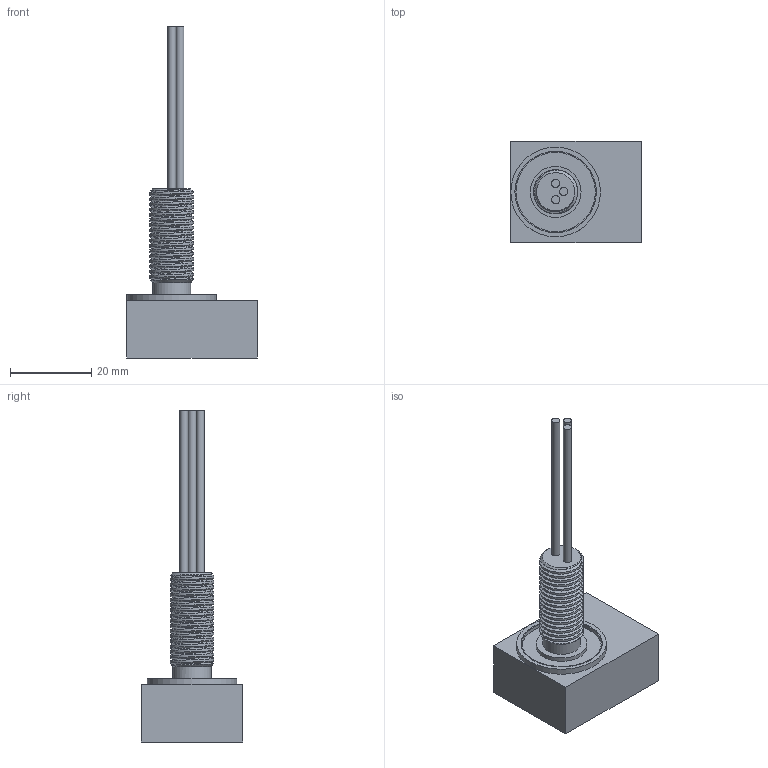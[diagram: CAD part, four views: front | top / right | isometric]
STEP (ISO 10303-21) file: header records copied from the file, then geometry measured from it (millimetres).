
FILE_DESCRIPTION(/* description */ (''),/* implementation_level */ '2;1');
FILE_NAME(/* name */ 'LPBH 3F.stp',/* time_stamp */ '2014-11-24T13:34:22+01:00',/* author */ ('sh'),/* organization */ (''),/* preprocessor_version */ 'ST-DEVELOPER v15.2',/* originating_system */ 'Autodesk Inventor 2014',/* authorisation */ '');
FILE_SCHEMA (('AUTOMOTIVE_DESIGN { 1 0 10303 214 3 1 1 }'));
Length unit declared in the file: millimetre
Products named in the file (1): LPBH 3F
Bounding box: 32 x 25 x 81.5 mm (x, y, z)
Volume: 13187.6 mm3; surface area: 6262.5 mm2
Topology: 1 solids, 1 shells, 91 faces, 227 edges, 151 vertices
Faces by surface type: plane 44, bspline 33, cylinder 12, cone 2
Full cylindrical faces by diameter (mm): 2 x3, 4.5 x3, 9.4 x1, 12.5 x1, 19.5 x1, 20 x1, 22 x1
Entity records: 5972 total; most frequent: CARTESIAN_POINT 3969, ORIENTED_EDGE 420, DIRECTION 284, EDGE_CURVE 210, VERTEX_POINT 147, EDGE_LOOP 117, LINE 116, VECTOR 116
